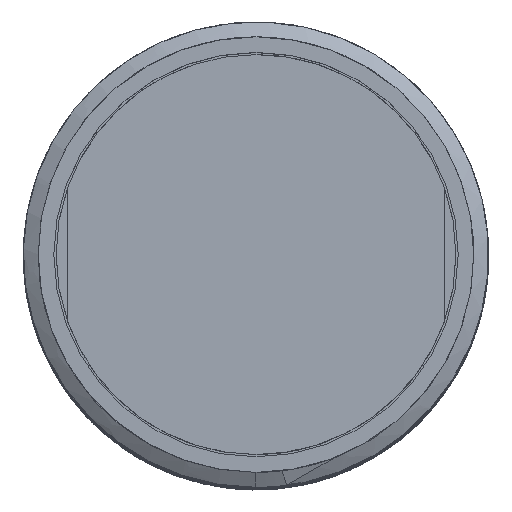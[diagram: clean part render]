
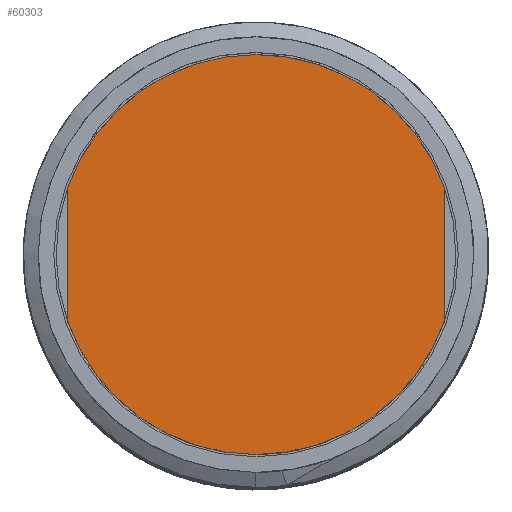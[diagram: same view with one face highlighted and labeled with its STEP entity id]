
A CAD part, top view. The second image highlights one B-rep face of the part: STEP entity #60303.
In plain terms, the highlighted planar face has unit normal (0, 0, 1).
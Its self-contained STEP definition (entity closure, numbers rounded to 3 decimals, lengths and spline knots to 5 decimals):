
#35381=CARTESIAN_POINT('',(0.,0.,0.));
#35382=DIRECTION('',(0.,0.,1.));
#35383=DIRECTION('',(0.,1.,0.));
#35384=AXIS2_PLACEMENT_3D('',#35381,#35382,#35383);
#35386=CARTESIAN_POINT('',(0.,0.,0.));
#35387=DIRECTION('',(0.,0.,1.));
#35388=DIRECTION('',(-0.942,-0.335,0.));
#35389=AXIS2_PLACEMENT_3D('',#35386,#35387,#35388);
#35435=CARTESIAN_POINT('',(0.,0.,0.));
#35436=DIRECTION('',(0.,0.,-1.));
#35437=DIRECTION('',(0.942,-0.335,0.));
#35438=AXIS2_PLACEMENT_3D('',#35435,#35436,#35437);
#35440=CARTESIAN_POINT('',(0.,0.,0.));
#35441=DIRECTION('',(0.,0.,-1.));
#35442=DIRECTION('',(0.,1.,0.));
#35443=AXIS2_PLACEMENT_3D('',#35440,#35441,#35442);
#35449=DIRECTION('',(0.,-1.,0.));
#35450=VECTOR('',#35449,0.20279);
#35451=CARTESIAN_POINT('',(0.285,0.1014,0.));
#35452=LINE('',#35451,#35450);
#35453=DIRECTION('',(0.,1.,0.));
#35454=VECTOR('',#35453,0.20279);
#35455=CARTESIAN_POINT('',(-0.285,-0.1014,0.));
#35456=LINE('',#35455,#35454);
#37470=CARTESIAN_POINT('',(0.285,0.1014,0.));
#37471=CARTESIAN_POINT('',(0.285,-0.1014,0.));
#37472=VERTEX_POINT('',#37470);
#37473=VERTEX_POINT('',#37471);
#37474=CARTESIAN_POINT('',(-0.285,-0.1014,0.));
#37475=CARTESIAN_POINT('',(-0.285,0.1014,0.));
#37476=VERTEX_POINT('',#37474);
#37477=VERTEX_POINT('',#37475);
#37486=CARTESIAN_POINT('',(0.,0.3025,0.));
#37487=VERTEX_POINT('',#37486);
#37488=CARTESIAN_POINT('',(0.,-0.3025,0.));
#37489=VERTEX_POINT('',#37488);
#60288=CARTESIAN_POINT('',(0.,0.,0.));
#60289=DIRECTION('',(0.,0.,1.));
#60290=DIRECTION('',(0.,-1.,0.));
#60291=AXIS2_PLACEMENT_3D('',#60288,#60289,#60290);
#60292=PLANE('',#60291);
#60294=ORIENTED_EDGE('',*,*,#60293,.T.);
#60295=ORIENTED_EDGE('',*,*,#60274,.T.);
#60296=ORIENTED_EDGE('',*,*,#60256,.F.);
#60298=ORIENTED_EDGE('',*,*,#60297,.T.);
#60299=ORIENTED_EDGE('',*,*,#60248,.F.);
#60300=ORIENTED_EDGE('',*,*,#60282,.T.);
#60301=EDGE_LOOP('',(#60294,#60295,#60296,#60298,#60299,#60300));
#60302=FACE_OUTER_BOUND('',#60301,.F.);
#60303=ADVANCED_FACE('',(#60302),#60292,.T.);
#35385=CIRCLE('',#35384,0.3025);
#35390=CIRCLE('',#35389,0.3025);
#35439=CIRCLE('',#35438,0.3025);
#35444=CIRCLE('',#35443,0.3025);
#60248=EDGE_CURVE('',#37487,#37477,#35385,.T.);
#60256=EDGE_CURVE('',#37476,#37489,#35390,.T.);
#60274=EDGE_CURVE('',#37473,#37489,#35439,.T.);
#60282=EDGE_CURVE('',#37487,#37472,#35444,.T.);
#60293=EDGE_CURVE('',#37472,#37473,#35452,.T.);
#60297=EDGE_CURVE('',#37476,#37477,#35456,.T.);
